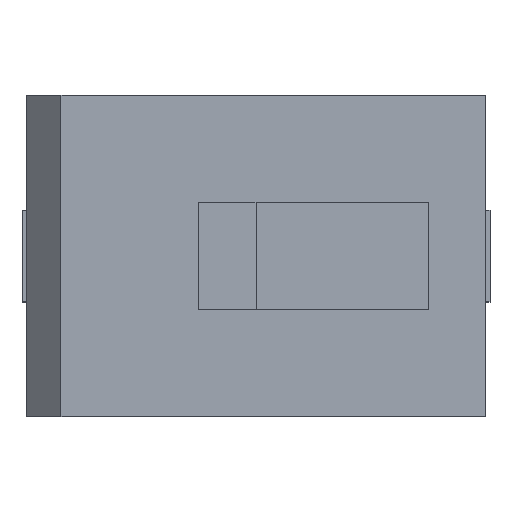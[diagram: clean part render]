
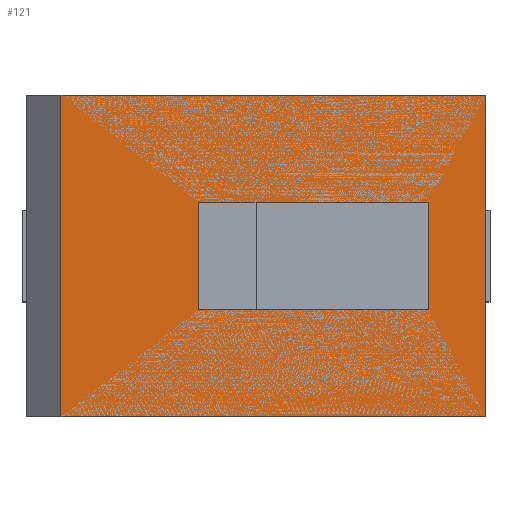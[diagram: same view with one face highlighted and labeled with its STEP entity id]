
A CAD part, top view. The second image highlights one B-rep face of the part: STEP entity #121.
In plain terms, the highlighted planar face has unit normal (0, 0, 1).
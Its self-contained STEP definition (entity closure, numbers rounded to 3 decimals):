
#12=DIRECTION('',(0.,0.,1.));
#13=DIRECTION('',(1.,0.,0.));
#15=DIRECTION('',(1.,0.,0.));
#38=VERTEX_POINT('',#39);
#39=CARTESIAN_POINT('',(-2.125,-1.75,1.6));
#44=ORIENTED_EDGE('',*,*,#45,.T.);
#45=EDGE_CURVE('',#38,#46,#48,.T.);
#46=VERTEX_POINT('',#47);
#47=CARTESIAN_POINT('',(2.5,-1.75,1.6));
#48=LINE('',#49,#50);
#49=CARTESIAN_POINT('',(-2.5,-1.75,1.6));
#50=VECTOR('',#15,1.);
#61=DIRECTION('',(0.,1.,0.));
#75=VECTOR('',#76,1.);
#76=DIRECTION('',(0.,-1.,0.));
#88=VERTEX_POINT('',#89);
#89=CARTESIAN_POINT('',(-2.125,1.75,1.6));
#95=EDGE_CURVE('',#88,#38,#96,.T.);
#96=LINE('',#89,#75);
#111=VECTOR('',#61,1.);
#115=VECTOR('',#116,1.);
#116=DIRECTION('',(-1.,0.,0.));
#121=ADVANCED_FACE('',(#122,#133),#155,.T.);
#122=FACE_BOUND('',#123,.T.);
#123=EDGE_LOOP('',(#44,#124,#129,#132));
#124=ORIENTED_EDGE('',*,*,#125,.T.);
#125=EDGE_CURVE('',#46,#126,#128,.T.);
#126=VERTEX_POINT('',#127);
#127=CARTESIAN_POINT('',(2.5,1.75,1.6));
#128=LINE('',#47,#111);
#129=ORIENTED_EDGE('',*,*,#130,.T.);
#130=EDGE_CURVE('',#126,#88,#131,.T.);
#131=LINE('',#127,#115);
#132=ORIENTED_EDGE('',*,*,#95,.T.);
#133=FACE_BOUND('',#134,.T.);
#134=EDGE_LOOP('',(#135,#142,#147,#152));
#135=ORIENTED_EDGE('',*,*,#136,.F.);
#136=EDGE_CURVE('',#137,#139,#141,.T.);
#137=VERTEX_POINT('',#138);
#138=CARTESIAN_POINT('',(1.875,-0.583,1.6));
#139=VERTEX_POINT('',#140);
#140=CARTESIAN_POINT('',(1.875,0.583,1.6));
#141=LINE('',#138,#111);
#142=ORIENTED_EDGE('',*,*,#143,.F.);
#143=EDGE_CURVE('',#144,#137,#146,.T.);
#144=VERTEX_POINT('',#145);
#145=CARTESIAN_POINT('',(-0.625,-0.583,1.6));
#146=LINE('',#145,#50);
#147=ORIENTED_EDGE('',*,*,#148,.F.);
#148=EDGE_CURVE('',#149,#144,#151,.T.);
#149=VERTEX_POINT('',#150);
#150=CARTESIAN_POINT('',(-0.625,0.583,1.6));
#151=LINE('',#150,#75);
#152=ORIENTED_EDGE('',*,*,#153,.F.);
#153=EDGE_CURVE('',#139,#149,#154,.T.);
#154=LINE('',#140,#115);
#155=PLANE('',#156);
#156=AXIS2_PLACEMENT_3D('',#157,#12,#13);
#157=CARTESIAN_POINT('',(0.,0.,1.6));
